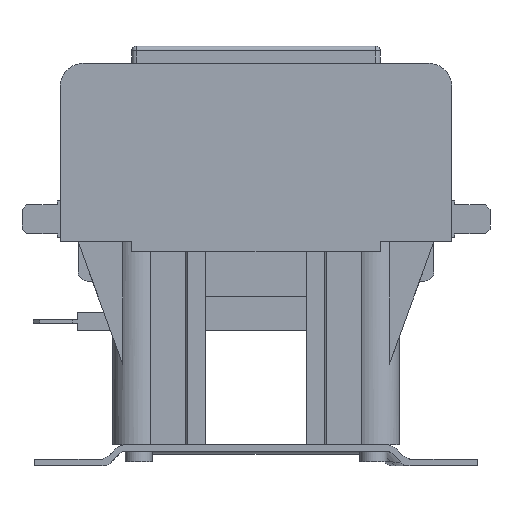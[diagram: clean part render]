
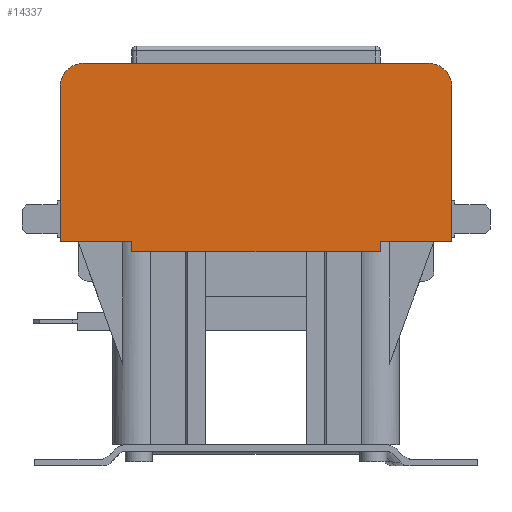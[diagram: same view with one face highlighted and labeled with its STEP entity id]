
A CAD part, left-side view. The second image highlights one B-rep face of the part: STEP entity #14337.
In plain terms, the highlighted planar face has unit normal (-1, 0, 0).
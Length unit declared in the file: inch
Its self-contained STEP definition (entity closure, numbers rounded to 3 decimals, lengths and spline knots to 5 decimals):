
#188=CIRCLE('',#14700,0.19685);
#202=CIRCLE('',#14728,0.19685);
#1133=FACE_OUTER_BOUND('',#1871,.T.);
#1871=EDGE_LOOP('',(#11548,#11549,#11550,#11551,#11552,#11553,#11554,#11555,
#11556,#11557));
#2420=LINE('',#20520,#4032);
#2492=LINE('',#20692,#4104);
#2977=LINE('',#21777,#4589);
#3303=LINE('',#22478,#4915);
#3346=LINE('',#22578,#4958);
#3348=LINE('',#22581,#4960);
#3350=LINE('',#22584,#4962);
#3361=LINE('',#22614,#4973);
#4032=VECTOR('',#16008,0.3937);
#4104=VECTOR('',#16150,0.3937);
#4589=VECTOR('',#17107,0.3937);
#4915=VECTOR('',#17751,0.3937);
#4958=VECTOR('',#17836,0.3937);
#4960=VECTOR('',#17840,0.3937);
#4962=VECTOR('',#17844,0.3937);
#4973=VECTOR('',#17873,0.3937);
#5619=VERTEX_POINT('',#20517);
#5620=VERTEX_POINT('',#20519);
#5684=VERTEX_POINT('',#20689);
#5685=VERTEX_POINT('',#20691);
#5690=VERTEX_POINT('',#20703);
#5720=VERTEX_POINT('',#20792);
#6048=VERTEX_POINT('',#21774);
#6049=VERTEX_POINT('',#21776);
#6300=VERTEX_POINT('',#22575);
#6301=VERTEX_POINT('',#22577);
#7078=EDGE_CURVE('',#5619,#5620,#2420,.T.);
#7162=EDGE_CURVE('',#5685,#5684,#2492,.T.);
#7168=EDGE_CURVE('',#5690,#5619,#188,.T.);
#7213=EDGE_CURVE('',#5620,#5720,#202,.T.);
#7703=EDGE_CURVE('',#6049,#6048,#2977,.T.);
#8051=EDGE_CURVE('',#6048,#5720,#3303,.T.);
#8100=EDGE_CURVE('',#6301,#6300,#3346,.T.);
#8102=EDGE_CURVE('',#6300,#6049,#3348,.T.);
#8104=EDGE_CURVE('',#5684,#6301,#3350,.T.);
#8119=EDGE_CURVE('',#5685,#5690,#3361,.T.);
#11548=ORIENTED_EDGE('',*,*,#7168,.F.);
#11549=ORIENTED_EDGE('',*,*,#8119,.F.);
#11550=ORIENTED_EDGE('',*,*,#7162,.T.);
#11551=ORIENTED_EDGE('',*,*,#8104,.T.);
#11552=ORIENTED_EDGE('',*,*,#8100,.T.);
#11553=ORIENTED_EDGE('',*,*,#8102,.T.);
#11554=ORIENTED_EDGE('',*,*,#7703,.T.);
#11555=ORIENTED_EDGE('',*,*,#8051,.T.);
#11556=ORIENTED_EDGE('',*,*,#7213,.F.);
#11557=ORIENTED_EDGE('',*,*,#7078,.F.);
#12979=PLANE('',#15125);
#14337=ADVANCED_FACE('',(#1133),#12979,.T.);
#14700=AXIS2_PLACEMENT_3D('',#20704,#16158,#16159);
#14728=AXIS2_PLACEMENT_3D('',#20793,#16245,#16246);
#15125=AXIS2_PLACEMENT_3D('',#22613,#17871,#17872);
#16008=DIRECTION('',(0.,-1.,0.));
#16150=DIRECTION('',(0.,-1.,0.));
#16158=DIRECTION('center_axis',(1.,0.,0.));
#16159=DIRECTION('ref_axis',(0.,0.707,0.707));
#16245=DIRECTION('center_axis',(1.,0.,0.));
#16246=DIRECTION('ref_axis',(0.,-0.707,0.707));
#17107=DIRECTION('',(0.,-1.,0.));
#17751=DIRECTION('',(0.,0.,1.));
#17836=DIRECTION('',(0.,-1.,0.));
#17840=DIRECTION('',(0.,0.,1.));
#17844=DIRECTION('',(0.,0.,-1.));
#17871=DIRECTION('center_axis',(-1.,0.,0.));
#17872=DIRECTION('ref_axis',(0.,-1.,0.));
#17873=DIRECTION('',(0.,0.,1.));
#20517=CARTESIAN_POINT('',(-1.43701,1.48031,3.44724));
#20519=CARTESIAN_POINT('',(-1.43701,-1.48031,3.44724));
#20520=CARTESIAN_POINT('',(-1.43701,1.67717,3.44724));
#20689=CARTESIAN_POINT('',(-1.43701,1.06614,1.92126));
#20691=CARTESIAN_POINT('',(-1.43701,1.67717,1.92126));
#20692=CARTESIAN_POINT('',(-1.43701,1.67717,1.92126));
#20703=CARTESIAN_POINT('',(-1.43701,1.67717,3.25039));
#20704=CARTESIAN_POINT('Origin',(-1.43701,1.48031,3.25039));
#20792=CARTESIAN_POINT('',(-1.43701,-1.67717,3.25039));
#20793=CARTESIAN_POINT('Origin',(-1.43701,-1.48031,3.25039));
#21774=CARTESIAN_POINT('',(-1.43701,-1.67717,1.92126));
#21776=CARTESIAN_POINT('',(-1.43701,-1.06614,1.92126));
#21777=CARTESIAN_POINT('',(-1.43701,1.67717,1.92126));
#22478=CARTESIAN_POINT('',(-1.43701,-1.67717,1.92126));
#22575=CARTESIAN_POINT('',(-1.43701,-1.06614,1.83465));
#22577=CARTESIAN_POINT('',(-1.43701,1.06614,1.83465));
#22578=CARTESIAN_POINT('',(-1.43701,1.06614,1.83465));
#22581=CARTESIAN_POINT('',(-1.43701,-1.06614,1.83465));
#22584=CARTESIAN_POINT('',(-1.43701,1.06614,1.92126));
#22613=CARTESIAN_POINT('Origin',(-1.43701,1.67717,1.92126));
#22614=CARTESIAN_POINT('',(-1.43701,1.67717,1.92126));
